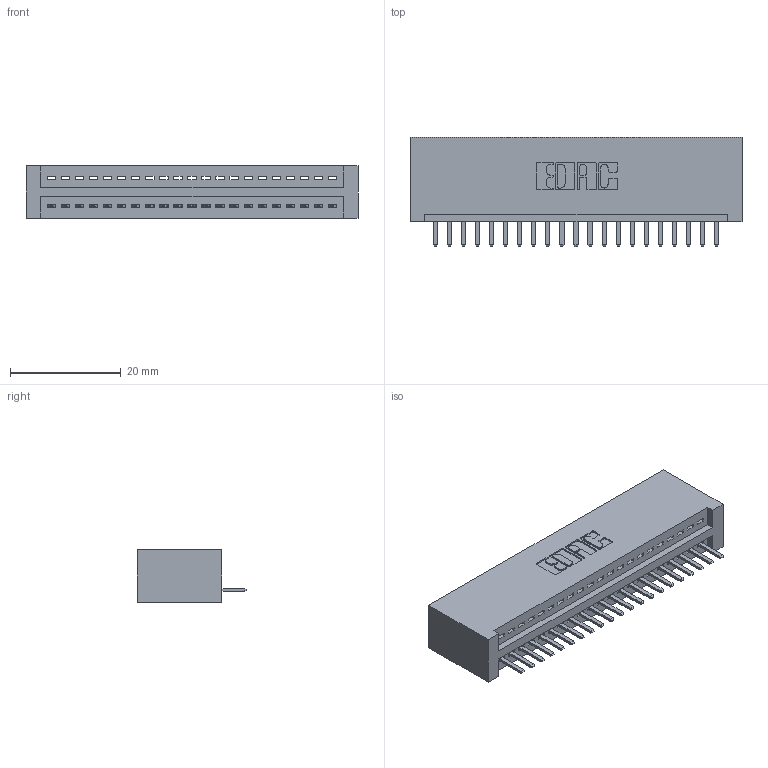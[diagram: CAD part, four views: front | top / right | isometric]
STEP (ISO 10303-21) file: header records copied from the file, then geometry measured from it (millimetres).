
FILE_DESCRIPTION (( 'STEP AP203' ), '1' );
FILE_NAME ('345-021-520-101.STEP', '2019-10-04T21:40:59', ( '' ), ( '' ), 'SwSTEP 2.0', 'SolidWorks 2016', '' );
FILE_SCHEMA (( 'CONFIG_CONTROL_DESIGN' ));
Length unit declared in the file: inch
Products named in the file (3): 345 Part_No Mounting Lugs; 345-292-001_345-293-120; 345-021-520-101
Assembly tree (22 placements, depth 2):
  345-021-520-101
    345 Part_No Mounting Lugs
    345-292-001_345-293-120  x21
Bounding box: 59.94 x 19.68 x 9.4 mm (x, y, z)
Volume: 6045.5 mm3; surface area: 7741 mm2
Topology: 22 solids, 22 shells, 1420 faces, 4181 edges, 2730 vertices
Faces by surface type: plane 958, cylinder 462
Entity records: 18469 total; most frequent: CARTESIAN_POINT 3219, ORIENTED_EDGE 3162, DIRECTION 2823, EDGE_CURVE 1581, LINE 1369, VECTOR 1369, VERTEX_POINT 1050, AXIS2_PLACEMENT_3D 727
